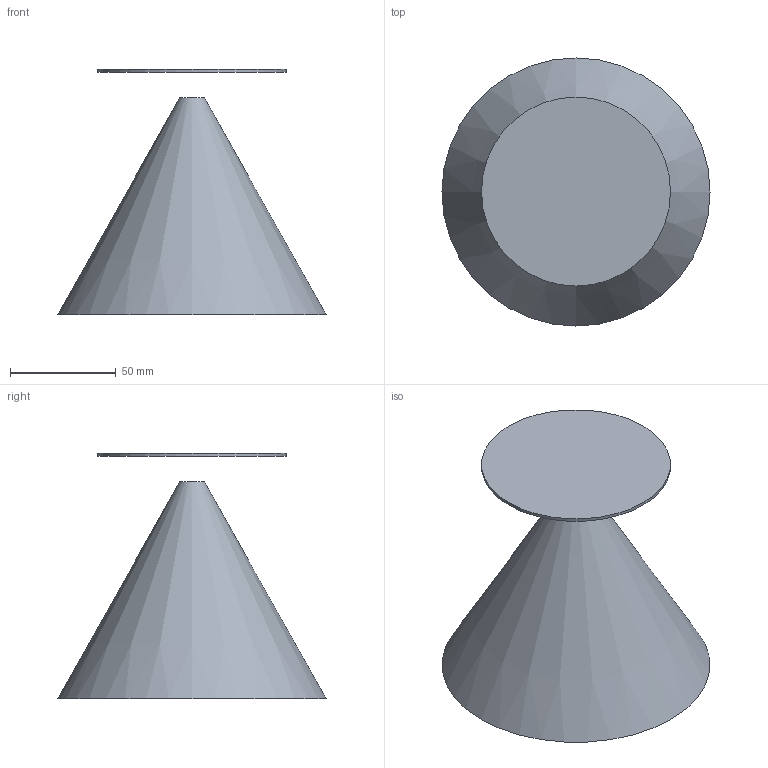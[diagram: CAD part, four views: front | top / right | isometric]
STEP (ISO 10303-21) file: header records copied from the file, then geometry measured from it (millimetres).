
FILE_DESCRIPTION(('FreeCAD Model'),'2;1');
FILE_NAME('Open CASCADE Shape Model','2025-05-24T18:07:26',(''),(''), 'Open CASCADE STEP processor 7.6','FreeCAD','Unknown');
FILE_SCHEMA(('AUTOMOTIVE_DESIGN { 1 0 10303 214 1 1 1 1 }'));
Length unit declared in the file: millimetre
Products named in the file (1): discone_shell
Bounding box: 126.76 x 126.76 x 116.11 mm (x, y, z)
Surface area: 51252.3 mm2 (no closed solid volume)
Topology: 0 solids, 2 shells, 6 faces, 6 edges, 4 vertices
Faces by surface type: plane 4, cone 1, cylinder 1
Full cylindrical faces by diameter (mm): 89.316 x1
Entity records: 143 total; most frequent: DIRECTION 24, CARTESIAN_POINT 17, ORIENTED_EDGE 12, AXIS2_PLACEMENT_3D 11, ADVANCED_FACE 6, FACE_BOUND 6, EDGE_LOOP 6, EDGE_CURVE 6
